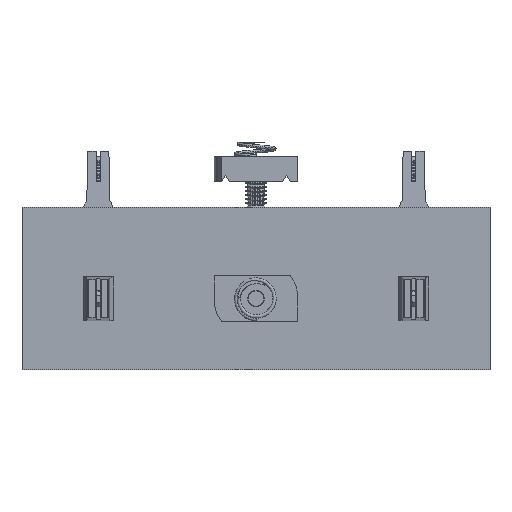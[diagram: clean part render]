
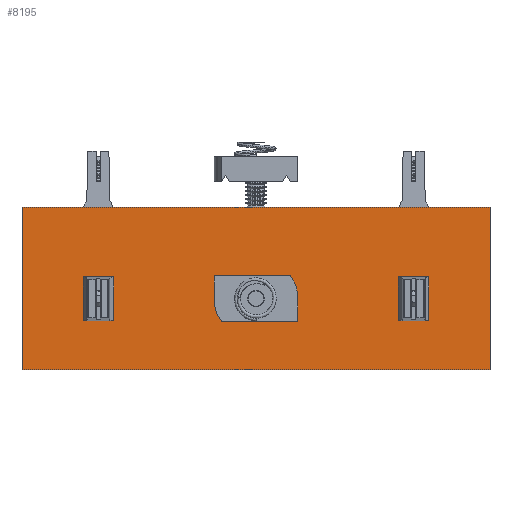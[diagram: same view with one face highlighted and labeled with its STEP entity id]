
A CAD part, top view. The second image highlights one B-rep face of the part: STEP entity #8195.
In plain terms, the highlighted planar face has unit normal (0, 0, 1).
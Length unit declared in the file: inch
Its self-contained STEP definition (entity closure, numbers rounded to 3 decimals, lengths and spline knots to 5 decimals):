
#73 = DIRECTION ( 'NONE',  ( 1., 0., 0. ) ) ;
#103 = CIRCLE ( 'NONE', #4192, 0.13 ) ;
#252 = FACE_BOUND ( 'NONE', #5862, .T. ) ;
#448 = VERTEX_POINT ( 'NONE', #723 ) ;
#565 = EDGE_CURVE ( 'NONE', #9995, #448, #103, .T. ) ;
#638 = CARTESIAN_POINT ( 'NONE',  ( 2.875, 0., 0. ) ) ;
#720 = CARTESIAN_POINT ( 'NONE',  ( -1.9375, -1.125, 0. ) ) ;
#723 = CARTESIAN_POINT ( 'NONE',  ( 1.8075, -1.125, 0. ) ) ;
#925 = CIRCLE ( 'NONE', #3711, 0.13 ) ;
#937 = CARTESIAN_POINT ( 'NONE',  ( 0., -1.125, 0. ) ) ;
#1156 = EDGE_CURVE ( 'NONE', #6605, #6129, #1650, .T. ) ;
#1337 = AXIS2_PLACEMENT_3D ( 'NONE', #7573, #11058, #73 ) ;
#1571 = CARTESIAN_POINT ( 'NONE',  ( -2.0675, -1.125, 0. ) ) ;
#1581 = DIRECTION ( 'NONE',  ( 0., -1., 0. ) ) ;
#1636 = VECTOR ( 'NONE', #8957, 39.37008 ) ;
#1650 = LINE ( 'NONE', #6725, #1636 ) ;
#1781 = ORIENTED_EDGE ( 'NONE', *, *, #6612, .F. ) ;
#1833 = VERTEX_POINT ( 'NONE', #3822 ) ;
#2037 = CARTESIAN_POINT ( 'NONE',  ( 1.9375, -1.125, 0. ) ) ;
#2264 = CARTESIAN_POINT ( 'NONE',  ( -0.13, -1.125, 0. ) ) ;
#2305 = CIRCLE ( 'NONE', #8307, 0.13 ) ;
#2316 = EDGE_CURVE ( 'NONE', #5246, #11865, #8785, .T. ) ;
#2516 = PLANE ( 'NONE',  #6695 ) ;
#2652 = ORIENTED_EDGE ( 'NONE', *, *, #1156, .F. ) ;
#2771 = DIRECTION ( 'NONE',  ( 1., 0., 0. ) ) ;
#2806 = CARTESIAN_POINT ( 'NONE',  ( 2.875, -2., 0. ) ) ;
#2827 = EDGE_CURVE ( 'NONE', #9569, #7845, #5320, .T. ) ;
#2934 = EDGE_LOOP ( 'NONE', ( #9254, #1781 ) ) ;
#2947 = CARTESIAN_POINT ( 'NONE',  ( 2.875, 0., 0. ) ) ;
#3269 = ORIENTED_EDGE ( 'NONE', *, *, #10452, .F. ) ;
#3384 = CARTESIAN_POINT ( 'NONE',  ( -1.8075, -1.125, 0. ) ) ;
#3416 = VERTEX_POINT ( 'NONE', #4663 ) ;
#3711 = AXIS2_PLACEMENT_3D ( 'NONE', #2037, #6306, #7514 ) ;
#3822 = CARTESIAN_POINT ( 'NONE',  ( -2.875, 0., 0. ) ) ;
#4174 = CIRCLE ( 'NONE', #1337, 0.13 ) ;
#4192 = AXIS2_PLACEMENT_3D ( 'NONE', #11801, #8891, #2771 ) ;
#4575 = DIRECTION ( 'NONE',  ( 0., 0., 1. ) ) ;
#4663 = CARTESIAN_POINT ( 'NONE',  ( -2.875, -2., 0. ) ) ;
#4808 = EDGE_CURVE ( 'NONE', #6605, #1833, #11411, .T. ) ;
#5188 = EDGE_CURVE ( 'NONE', #7845, #9569, #4174, .T. ) ;
#5246 = VERTEX_POINT ( 'NONE', #5806 ) ;
#5320 = CIRCLE ( 'NONE', #8591, 0.13 ) ;
#5325 = DIRECTION ( 'NONE',  ( 1., 0., 0. ) ) ;
#5375 = CARTESIAN_POINT ( 'NONE',  ( 2.875, 0., 0. ) ) ;
#5572 = DIRECTION ( 'NONE',  ( 0., 0., 1. ) ) ;
#5650 = LINE ( 'NONE', #8079, #5912 ) ;
#5806 = CARTESIAN_POINT ( 'NONE',  ( 0.13, -1.125, 0. ) ) ;
#5816 = AXIS2_PLACEMENT_3D ( 'NONE', #937, #4575, #10387 ) ;
#5822 = ORIENTED_EDGE ( 'NONE', *, *, #2827, .F. ) ;
#5862 = EDGE_LOOP ( 'NONE', ( #5822, #9675 ) ) ;
#5912 = VECTOR ( 'NONE', #1581, 39.37008 ) ;
#6129 = VERTEX_POINT ( 'NONE', #10683 ) ;
#6306 = DIRECTION ( 'NONE',  ( 0., 0., 1. ) ) ;
#6565 = DIRECTION ( 'NONE',  ( -1., 0., 0. ) ) ;
#6573 = ORIENTED_EDGE ( 'NONE', *, *, #11267, .F. ) ;
#6605 = VERTEX_POINT ( 'NONE', #2947 ) ;
#6612 = EDGE_CURVE ( 'NONE', #448, #9995, #925, .T. ) ;
#6671 = LINE ( 'NONE', #2806, #6784 ) ;
#6695 = AXIS2_PLACEMENT_3D ( 'NONE', #638, #8198, #7203 ) ;
#6725 = CARTESIAN_POINT ( 'NONE',  ( 2.875, 0., 0. ) ) ;
#6784 = VECTOR ( 'NONE', #6565, 39.37008 ) ;
#7203 = DIRECTION ( 'NONE',  ( 0., 1., 0. ) ) ;
#7514 = DIRECTION ( 'NONE',  ( 1., 0., 0. ) ) ;
#7572 = FACE_OUTER_BOUND ( 'NONE', #10526, .T. ) ;
#7573 = CARTESIAN_POINT ( 'NONE',  ( -1.9375, -1.125, 0. ) ) ;
#7664 = FACE_BOUND ( 'NONE', #11130, .T. ) ;
#7690 = FACE_BOUND ( 'NONE', #2934, .T. ) ;
#7845 = VERTEX_POINT ( 'NONE', #1571 ) ;
#7987 = DIRECTION ( 'NONE',  ( 1., 0., 0. ) ) ;
#8079 = CARTESIAN_POINT ( 'NONE',  ( -2.875, 0., 0. ) ) ;
#8102 = ORIENTED_EDGE ( 'NONE', *, *, #2316, .F. ) ;
#8195 = ADVANCED_FACE ( 'NONE', ( #7690, #252, #7664, #7572 ), #2516, .F. ) ;
#8198 = DIRECTION ( 'NONE',  ( 0., 0., -1. ) ) ;
#8307 = AXIS2_PLACEMENT_3D ( 'NONE', #11104, #5572, #7987 ) ;
#8591 = AXIS2_PLACEMENT_3D ( 'NONE', #720, #9043, #5325 ) ;
#8620 = ORIENTED_EDGE ( 'NONE', *, *, #10234, .T. ) ;
#8785 = CIRCLE ( 'NONE', #5816, 0.13 ) ;
#8891 = DIRECTION ( 'NONE',  ( 0., 0., 1. ) ) ;
#8957 = DIRECTION ( 'NONE',  ( 0., -1., 0. ) ) ;
#9043 = DIRECTION ( 'NONE',  ( 0., 0., 1. ) ) ;
#9254 = ORIENTED_EDGE ( 'NONE', *, *, #565, .F. ) ;
#9569 = VERTEX_POINT ( 'NONE', #3384 ) ;
#9613 = CARTESIAN_POINT ( 'NONE',  ( 2.0675, -1.125, 0. ) ) ;
#9675 = ORIENTED_EDGE ( 'NONE', *, *, #5188, .F. ) ;
#9802 = DIRECTION ( 'NONE',  ( -1., 0., 0. ) ) ;
#9995 = VERTEX_POINT ( 'NONE', #9613 ) ;
#10234 = EDGE_CURVE ( 'NONE', #1833, #3416, #5650, .T. ) ;
#10387 = DIRECTION ( 'NONE',  ( 1., 0., 0. ) ) ;
#10452 = EDGE_CURVE ( 'NONE', #6129, #3416, #6671, .T. ) ;
#10526 = EDGE_LOOP ( 'NONE', ( #8620, #3269, #2652, #11699 ) ) ;
#10683 = CARTESIAN_POINT ( 'NONE',  ( 2.875, -2., 0. ) ) ;
#11058 = DIRECTION ( 'NONE',  ( 0., 0., 1. ) ) ;
#11104 = CARTESIAN_POINT ( 'NONE',  ( 0., -1.125, 0. ) ) ;
#11130 = EDGE_LOOP ( 'NONE', ( #8102, #6573 ) ) ;
#11267 = EDGE_CURVE ( 'NONE', #11865, #5246, #2305, .T. ) ;
#11411 = LINE ( 'NONE', #5375, #11536 ) ;
#11536 = VECTOR ( 'NONE', #9802, 39.37008 ) ;
#11699 = ORIENTED_EDGE ( 'NONE', *, *, #4808, .T. ) ;
#11801 = CARTESIAN_POINT ( 'NONE',  ( 1.9375, -1.125, 0. ) ) ;
#11865 = VERTEX_POINT ( 'NONE', #2264 ) ;
